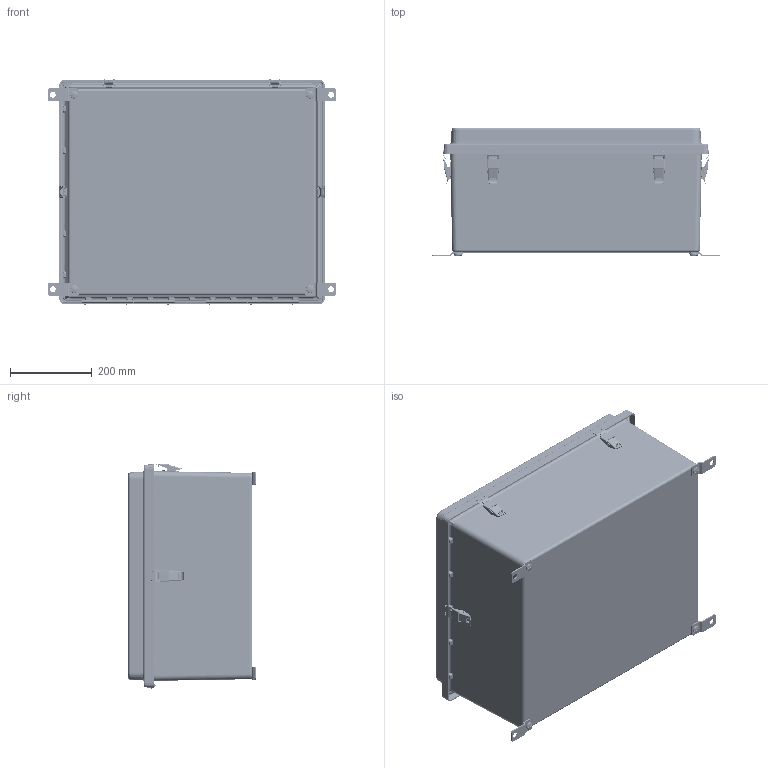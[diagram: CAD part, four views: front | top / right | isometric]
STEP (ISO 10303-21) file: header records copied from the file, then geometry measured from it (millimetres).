
FILE_DESCRIPTION (( 'STEP AP203' ), '1' );
FILE_NAME ('AM24200RL.step', '2014-04-03T13:23:12', ( '' ), ( '' ), 'SwSTEP 2.0', 'SolidWorks 2014', '' );
FILE_SCHEMA (( 'CONFIG_CONTROL_DESIGN' ));
Length unit declared in the file: inch
Products named in the file (22): 621-06 hook316; 9in pin; 621-05 Rivet (f)316; 60801 bottom leaf; 70-60864316; 70-60801; 60801 top leaf; 1058 D-40482; WLGKEEPER316; 70-632TNUT; 1086 D-40509; 70-632DUALNUT; 70-63238316_95345A468; 1740001; 70-60835-1; 621-02  BASE316; AM24200RL; 55-3816341_91792A622; 621-04 Rivet (f)316; 70-3816709; 621-01 Lever316; 70-60512316
Assembly tree (77 placements, depth 3):
  AM24200RL
    1058 D-40482
    1086 D-40509
    1740001  x4
    55-3816341_91792A622  x8
    70-3816709  x8
    70-60512316  x18
    70-60801  x2
      9in pin
      60801 bottom leaf
      60801 top leaf
    70-632TNUT  x6
    70-63238316_95345A468  x10
    70-60864316  x4
      621-02  BASE316
      621-04 Rivet (f)316
      621-01 Lever316
      621-06 hook316
      621-05 Rivet (f)316
    WLGKEEPER316  x4
    70-632DUALNUT  x2
    70-60835-1
Bounding box: 707.39 x 313.85 x 551.51 mm (x, y, z)
Volume: 5576453.5 mm3; surface area: 3445897.8 mm2
Topology: 99 solids, 99 shells, 6000 faces, 15370 edges, 9639 vertices
Faces by surface type: cylinder 2647, plane 1799, bspline 886, cone 296, torus 288, sphere 84
Entity records: 75162 total; most frequent: CARTESIAN_POINT 29294, ORIENTED_EDGE 9490, DIRECTION 8077, EDGE_CURVE 4745, AXIS2_PLACEMENT_3D 2999, VERTEX_POINT 2933, LINE 2079, VECTOR 2079
